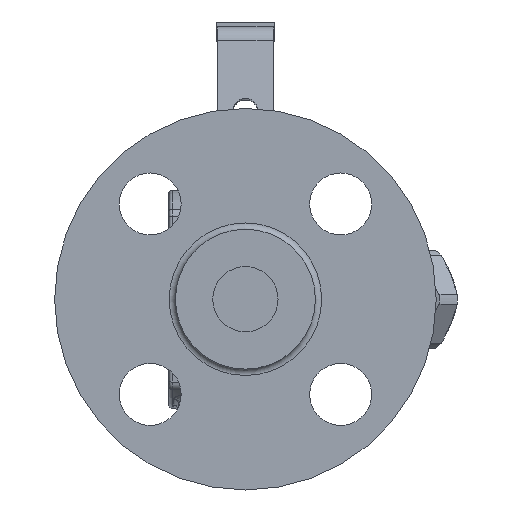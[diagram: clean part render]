
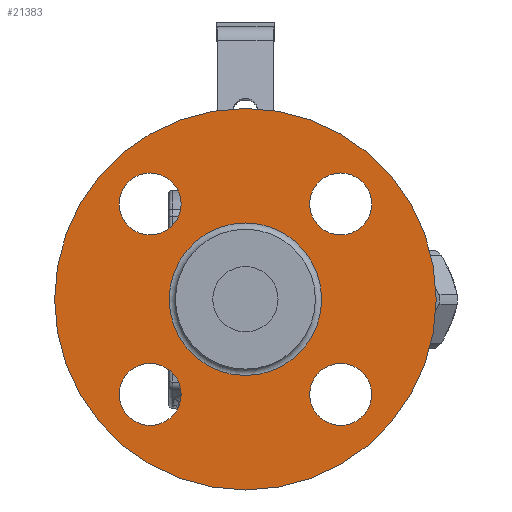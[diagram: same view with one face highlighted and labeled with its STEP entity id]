
A CAD part, left-side view. The second image highlights one B-rep face of the part: STEP entity #21383.
In plain terms, the highlighted planar face has unit normal (-1, 0, 0).
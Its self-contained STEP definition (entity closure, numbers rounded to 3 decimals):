
#4441=FACE_BOUND('',#5903,.T.);
#4442=FACE_BOUND('',#5904,.T.);
#4443=FACE_BOUND('',#5905,.T.);
#4444=FACE_BOUND('',#5906,.T.);
#4445=FACE_BOUND('',#5907,.T.);
#4574=FACE_OUTER_BOUND('',#5902,.T.);
#5902=EDGE_LOOP('',(#14172,#14173));
#5903=EDGE_LOOP('',(#14174,#14175));
#5904=EDGE_LOOP('',(#14176,#14177));
#5905=EDGE_LOOP('',(#14178,#14179));
#5906=EDGE_LOOP('',(#14180,#14181));
#5907=EDGE_LOOP('',(#14182));
#7361=CIRCLE('',#22767,23.386);
#7365=CIRCLE('',#22772,58.5);
#7366=CIRCLE('',#22773,58.5);
#7367=CIRCLE('',#22774,9.5);
#7368=CIRCLE('',#22775,9.5);
#7369=CIRCLE('',#22776,9.5);
#7370=CIRCLE('',#22777,9.5);
#7371=CIRCLE('',#22778,9.5);
#7372=CIRCLE('',#22779,9.5);
#7373=CIRCLE('',#22780,9.5);
#7374=CIRCLE('',#22781,9.5);
#8626=VERTEX_POINT('',#31832);
#8629=VERTEX_POINT('',#31840);
#8630=VERTEX_POINT('',#31841);
#8631=VERTEX_POINT('',#31844);
#8632=VERTEX_POINT('',#31845);
#8633=VERTEX_POINT('',#31848);
#8634=VERTEX_POINT('',#31849);
#8635=VERTEX_POINT('',#31852);
#8636=VERTEX_POINT('',#31853);
#8637=VERTEX_POINT('',#31856);
#8638=VERTEX_POINT('',#31857);
#10744=EDGE_CURVE('',#8626,#8626,#7361,.T.);
#10748=EDGE_CURVE('',#8629,#8630,#7365,.T.);
#10749=EDGE_CURVE('',#8630,#8629,#7366,.T.);
#10750=EDGE_CURVE('',#8631,#8632,#7367,.T.);
#10751=EDGE_CURVE('',#8632,#8631,#7368,.T.);
#10752=EDGE_CURVE('',#8633,#8634,#7369,.T.);
#10753=EDGE_CURVE('',#8634,#8633,#7370,.T.);
#10754=EDGE_CURVE('',#8635,#8636,#7371,.T.);
#10755=EDGE_CURVE('',#8636,#8635,#7372,.T.);
#10756=EDGE_CURVE('',#8637,#8638,#7373,.T.);
#10757=EDGE_CURVE('',#8638,#8637,#7374,.T.);
#14172=ORIENTED_EDGE('',*,*,#10748,.F.);
#14173=ORIENTED_EDGE('',*,*,#10749,.F.);
#14174=ORIENTED_EDGE('',*,*,#10750,.T.);
#14175=ORIENTED_EDGE('',*,*,#10751,.T.);
#14176=ORIENTED_EDGE('',*,*,#10752,.T.);
#14177=ORIENTED_EDGE('',*,*,#10753,.T.);
#14178=ORIENTED_EDGE('',*,*,#10754,.T.);
#14179=ORIENTED_EDGE('',*,*,#10755,.T.);
#14180=ORIENTED_EDGE('',*,*,#10756,.T.);
#14181=ORIENTED_EDGE('',*,*,#10757,.T.);
#14182=ORIENTED_EDGE('',*,*,#10744,.F.);
#20879=PLANE('',#22771);
#21383=ADVANCED_FACE('',(#4574,#4441,#4442,#4443,#4444,#4445),#20879,.F.);
#22767=AXIS2_PLACEMENT_3D('',#31833,#25442,#25443);
#22771=AXIS2_PLACEMENT_3D('',#31839,#25450,#25451);
#22772=AXIS2_PLACEMENT_3D('',#31842,#25452,#25453);
#22773=AXIS2_PLACEMENT_3D('',#31843,#25454,#25455);
#22774=AXIS2_PLACEMENT_3D('',#31846,#25456,#25457);
#22775=AXIS2_PLACEMENT_3D('',#31847,#25458,#25459);
#22776=AXIS2_PLACEMENT_3D('',#31850,#25460,#25461);
#22777=AXIS2_PLACEMENT_3D('',#31851,#25462,#25463);
#22778=AXIS2_PLACEMENT_3D('',#31854,#25464,#25465);
#22779=AXIS2_PLACEMENT_3D('',#31855,#25466,#25467);
#22780=AXIS2_PLACEMENT_3D('',#31858,#25468,#25469);
#22781=AXIS2_PLACEMENT_3D('',#31859,#25470,#25471);
#25442=DIRECTION('center_axis',(-1.,0.,0.));
#25443=DIRECTION('ref_axis',(0.,0.,
-1.));
#25450=DIRECTION('center_axis',(1.,0.,0.));
#25451=DIRECTION('ref_axis',(0.,0.,1.));
#25452=DIRECTION('center_axis',(1.,0.,0.));
#25453=DIRECTION('ref_axis',(0.,0.,1.));
#25454=DIRECTION('center_axis',(1.,0.,0.));
#25455=DIRECTION('ref_axis',(0.,0.,1.));
#25456=DIRECTION('center_axis',(1.,0.,0.));
#25457=DIRECTION('ref_axis',(0.,0.,-1.));
#25458=DIRECTION('center_axis',(1.,0.,0.));
#25459=DIRECTION('ref_axis',(0.,0.,-1.));
#25460=DIRECTION('center_axis',(1.,0.,0.));
#25461=DIRECTION('ref_axis',(0.,1.,0.));
#25462=DIRECTION('center_axis',(1.,0.,0.));
#25463=DIRECTION('ref_axis',(0.,1.,0.));
#25464=DIRECTION('center_axis',(1.,0.,0.));
#25465=DIRECTION('ref_axis',(0.,0.,
1.));
#25466=DIRECTION('center_axis',(1.,0.,0.));
#25467=DIRECTION('ref_axis',(0.,0.,
1.));
#25468=DIRECTION('center_axis',(1.,0.,0.));
#25469=DIRECTION('ref_axis',(0.,-1.,0.));
#25470=DIRECTION('center_axis',(1.,0.,0.));
#25471=DIRECTION('ref_axis',(0.,-1.,0.));
#31832=CARTESIAN_POINT('',(-185.835,29.163,23.636));
#31833=CARTESIAN_POINT('Origin',(-185.835,29.163,0.25));
#31839=CARTESIAN_POINT('Origin',(-185.835,29.163,0.25));
#31840=CARTESIAN_POINT('',(-185.835,29.163,58.75));
#31841=CARTESIAN_POINT('',(-185.835,29.163,-58.25));
#31842=CARTESIAN_POINT('Origin',(-185.835,29.163,0.25));
#31843=CARTESIAN_POINT('Origin',(-185.835,29.163,0.25));
#31844=CARTESIAN_POINT('',(-185.835,-0.041,-38.454));
#31845=CARTESIAN_POINT('',(-185.835,-0.041,-19.454));
#31846=CARTESIAN_POINT('Origin',(-185.835,-0.041,
-28.954));
#31847=CARTESIAN_POINT('Origin',(-185.835,-0.041,
-28.954));
#31848=CARTESIAN_POINT('',(-185.835,67.866,-28.954));
#31849=CARTESIAN_POINT('',(-185.835,48.866,-28.954));
#31850=CARTESIAN_POINT('Origin',(-185.835,58.366,-28.954));
#31851=CARTESIAN_POINT('Origin',(-185.835,58.366,-28.954));
#31852=CARTESIAN_POINT('',(-185.835,58.366,38.954));
#31853=CARTESIAN_POINT('',(-185.835,58.366,19.954));
#31854=CARTESIAN_POINT('Origin',(-185.835,58.366,29.454));
#31855=CARTESIAN_POINT('Origin',(-185.835,58.366,29.454));
#31856=CARTESIAN_POINT('',(-185.835,-9.541,29.454));
#31857=CARTESIAN_POINT('',(-185.835,9.459,29.454));
#31858=CARTESIAN_POINT('Origin',(-185.835,-0.041,
29.454));
#31859=CARTESIAN_POINT('Origin',(-185.835,-0.041,
29.454));
